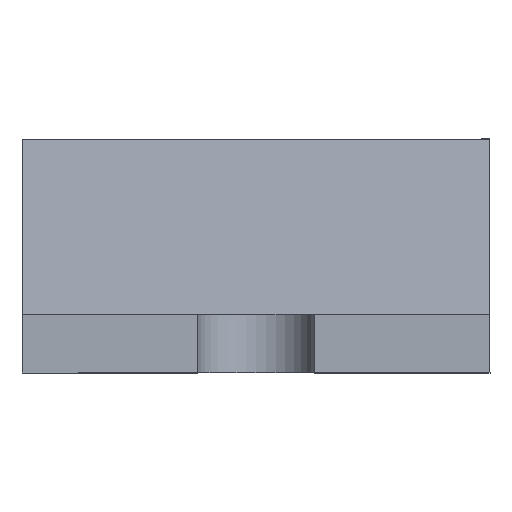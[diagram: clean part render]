
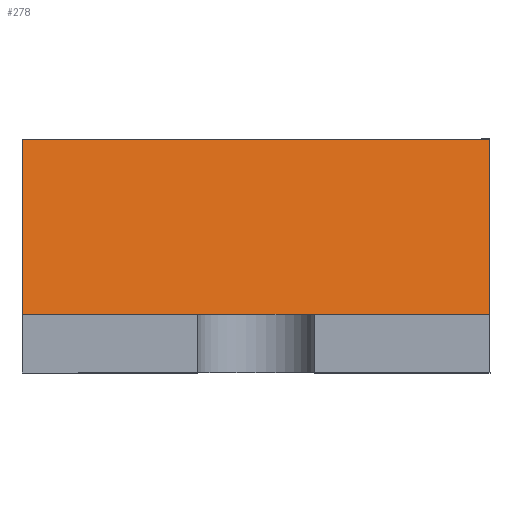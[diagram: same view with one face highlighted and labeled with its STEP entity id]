
A CAD part, front view. The second image highlights one B-rep face of the part: STEP entity #278.
In plain terms, the highlighted planar face has unit normal (0, -0.99, 0.139).
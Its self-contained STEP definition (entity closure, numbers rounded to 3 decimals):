
#28=PLANE('',#313);
#44=FACE_OUTER_BOUND('',#60,.T.);
#60=EDGE_LOOP('',(#251,#252,#253,#254));
#89=LINE('',#448,#121);
#93=LINE('',#455,#125);
#96=LINE('',#462,#128);
#97=LINE('',#463,#129);
#121=VECTOR('',#370,10.);
#125=VECTOR('',#376,10.);
#128=VECTOR('',#383,10.);
#129=VECTOR('',#384,10.);
#149=VERTEX_POINT('',#445);
#150=VERTEX_POINT('',#447);
#152=VERTEX_POINT('',#453);
#154=VERTEX_POINT('',#461);
#181=EDGE_CURVE('',#150,#149,#89,.F.);
#185=EDGE_CURVE('',#149,#152,#93,.T.);
#188=EDGE_CURVE('',#154,#152,#96,.F.);
#189=EDGE_CURVE('',#150,#154,#97,.T.);
#251=ORIENTED_EDGE('',*,*,#181,.T.);
#252=ORIENTED_EDGE('',*,*,#185,.T.);
#253=ORIENTED_EDGE('',*,*,#188,.F.);
#254=ORIENTED_EDGE('',*,*,#189,.F.);
#278=ADVANCED_FACE('',(#44),#28,.T.);
#313=AXIS2_PLACEMENT_3D('',#460,#381,#382);
#370=DIRECTION('',(-1.,0.,0.));
#376=DIRECTION('',(0.,0.139,0.99));
#381=DIRECTION('center_axis',(0.,-0.99,0.139));
#382=DIRECTION('ref_axis',(1.,0.,0.));
#383=DIRECTION('',(-1.,0.,0.));
#384=DIRECTION('',(0.,0.139,0.99));
#445=CARTESIAN_POINT('',(0.4,-0.6,0.1));
#447=CARTESIAN_POINT('',(-0.4,-0.6,0.1));
#448=CARTESIAN_POINT('',(-0.2,-0.6,0.1));
#453=CARTESIAN_POINT('',(0.4,-0.558,0.4));
#455=CARTESIAN_POINT('',(0.4,-0.614,0.001));
#460=CARTESIAN_POINT('Origin',(-0.4,-0.614,0.001));
#461=CARTESIAN_POINT('',(-0.4,-0.558,0.4));
#462=CARTESIAN_POINT('',(-0.2,-0.558,0.4));
#463=CARTESIAN_POINT('',(-0.4,-0.614,0.001));
